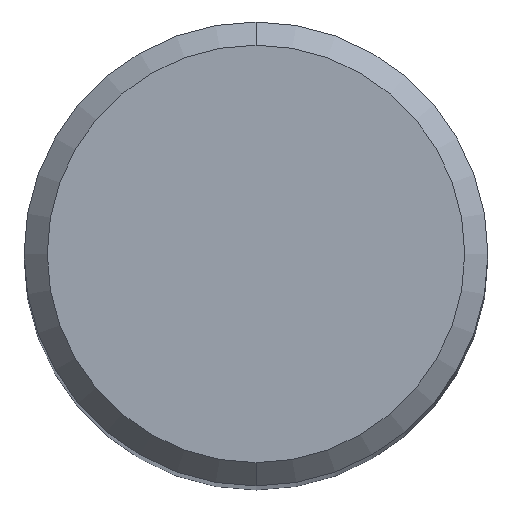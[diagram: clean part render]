
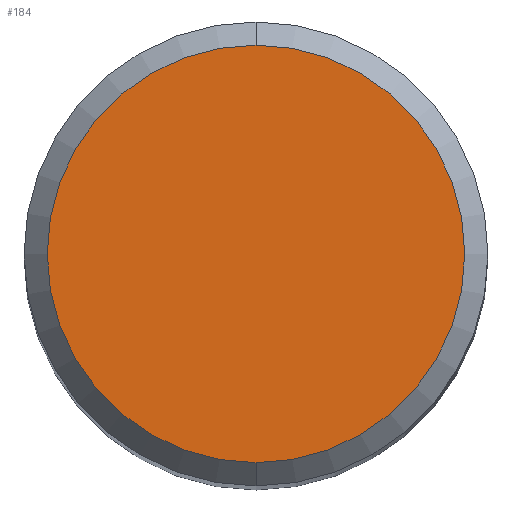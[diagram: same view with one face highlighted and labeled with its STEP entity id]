
A CAD part, top view. The second image highlights one B-rep face of the part: STEP entity #184.
In plain terms, the highlighted planar face has unit normal (0, 0, 1).
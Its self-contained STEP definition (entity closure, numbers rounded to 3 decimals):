
#184=ADVANCED_FACE('',(#486),#487,.T.);
#226=EDGE_CURVE('',#424,#442,#537,.T.);
#358=EDGE_CURVE('',#442,#424,#682,.T.);
#424=VERTEX_POINT('',#751);
#442=VERTEX_POINT('',#771);
#486=FACE_OUTER_BOUND('',#814,.T.);
#487=PLANE('',#815);
#537=CIRCLE('',#959,5.4);
#682=CIRCLE('',#1235,5.4);
#751=CARTESIAN_POINT('',(0.0,5.4,0.0));
#771=CARTESIAN_POINT('',(0.,-5.4,0.0));
#814=EDGE_LOOP('',(#1499,#1500));
#815=AXIS2_PLACEMENT_3D('',#1501,#1502,#1503);
#959=AXIS2_PLACEMENT_3D('',#1576,#1577,#1578);
#1235=AXIS2_PLACEMENT_3D('',#1749,#1750,#1751);
#1499=ORIENTED_EDGE('',*,*,#226,.F.);
#1500=ORIENTED_EDGE('',*,*,#358,.F.);
#1501=CARTESIAN_POINT('',(0.0,2.7,0.0));
#1502=DIRECTION('',(-0.0,0.0,1.0));
#1503=DIRECTION('',(0.0,-1.0,0.0));
#1576=CARTESIAN_POINT('',(0.0,0.0,0.0));
#1577=DIRECTION('',(0.0,0.0,-1.0));
#1578=DIRECTION('',(0.0,1.0,0.0));
#1749=CARTESIAN_POINT('',(0.0,0.0,0.0));
#1750=DIRECTION('',(0.0,0.0,-1.0));
#1751=DIRECTION('',(0.0,1.0,0.0));
